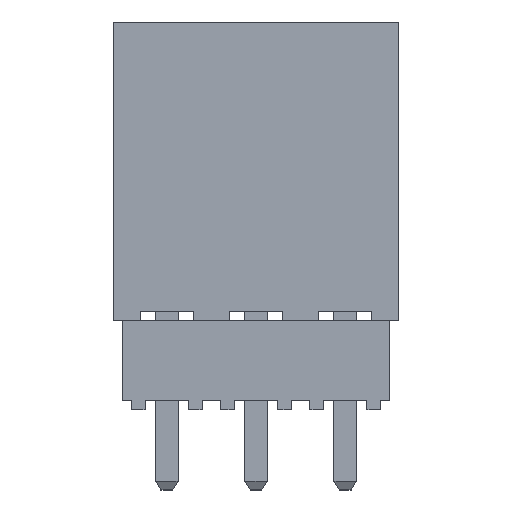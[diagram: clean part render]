
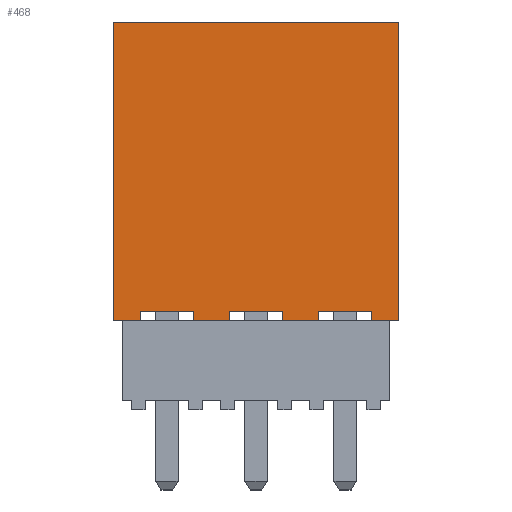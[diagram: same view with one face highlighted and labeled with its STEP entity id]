
A CAD part, top view. The second image highlights one B-rep face of the part: STEP entity #468.
In plain terms, the highlighted planar face has unit normal (0, 0, 1).
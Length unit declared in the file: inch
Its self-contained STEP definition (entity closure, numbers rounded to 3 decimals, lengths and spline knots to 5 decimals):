
#468 = ADVANCED_FACE( '', ( #966 ), #967, .F. );
#966 = FACE_OUTER_BOUND( '', #1514, .T. );
#967 = PLANE( '', #1515 );
#1514 = EDGE_LOOP( '', ( #2737, #2738, #2739, #2740, #2741, #2742, #2743, #2744, #2745, #2746, #2747, #2748, #2749, #2750, #2751, #2752 ) );
#1515 = AXIS2_PLACEMENT_3D( '', #2753, #2754, #2755 );
#2737 = ORIENTED_EDGE( '', *, *, #3389, .F. );
#2738 = ORIENTED_EDGE( '', *, *, #3877, .T. );
#2739 = ORIENTED_EDGE( '', *, *, #3554, .F. );
#2740 = ORIENTED_EDGE( '', *, *, #3420, .F. );
#2741 = ORIENTED_EDGE( '', *, *, #3714, .T. );
#2742 = ORIENTED_EDGE( '', *, *, #3558, .T. );
#2743 = ORIENTED_EDGE( '', *, *, #3878, .F. );
#2744 = ORIENTED_EDGE( '', *, *, #3879, .F. );
#2745 = ORIENTED_EDGE( '', *, *, #3676, .F. );
#2746 = ORIENTED_EDGE( '', *, *, #3880, .T. );
#2747 = ORIENTED_EDGE( '', *, *, #3519, .F. );
#2748 = ORIENTED_EDGE( '', *, *, #3881, .F. );
#2749 = ORIENTED_EDGE( '', *, *, #3871, .F. );
#2750 = ORIENTED_EDGE( '', *, *, #3650, .T. );
#2751 = ORIENTED_EDGE( '', *, *, #3882, .F. );
#2752 = ORIENTED_EDGE( '', *, *, #3883, .F. );
#2753 = CARTESIAN_POINT( '', ( 0., 0.335, 0.0475 ) );
#2754 = DIRECTION( '', ( 0., 0., -1. ) );
#2755 = DIRECTION( '', ( -1., 0., 0. ) );
#3389 = EDGE_CURVE( '', #4045, #4048, #4049, .T. );
#3420 = EDGE_CURVE( '', #4102, #4104, #4105, .T. );
#3519 = EDGE_CURVE( '', #4279, #4282, #4283, .T. );
#3554 = EDGE_CURVE( '', #4104, #4341, #4342, .T. );
#3558 = EDGE_CURVE( '', #4347, #4345, #4348, .T. );
#3650 = EDGE_CURVE( '', #4499, #4496, #4500, .T. );
#3676 = EDGE_CURVE( '', #4531, #4534, #4535, .T. );
#3714 = EDGE_CURVE( '', #4102, #4347, #4591, .T. );
#3871 = EDGE_CURVE( '', #4499, #4805, #4806, .T. );
#3877 = EDGE_CURVE( '', #4045, #4341, #4812, .T. );
#3878 = EDGE_CURVE( '', #4813, #4345, #4814, .T. );
#3879 = EDGE_CURVE( '', #4534, #4813, #4815, .T. );
#3880 = EDGE_CURVE( '', #4531, #4282, #4816, .T. );
#3881 = EDGE_CURVE( '', #4805, #4279, #4817, .T. );
#3882 = EDGE_CURVE( '', #4818, #4496, #4819, .T. );
#3883 = EDGE_CURVE( '', #4048, #4818, #4820, .T. );
#4045 = VERTEX_POINT( '', #5009 );
#4048 = VERTEX_POINT( '', #5013 );
#4049 = LINE( '', #5014, #5015 );
#4102 = VERTEX_POINT( '', #5093 );
#4104 = VERTEX_POINT( '', #5096 );
#4105 = LINE( '', #5097, #5098 );
#4279 = VERTEX_POINT( '', #5351 );
#4282 = VERTEX_POINT( '', #5355 );
#4283 = LINE( '', #5356, #5357 );
#4341 = VERTEX_POINT( '', #5442 );
#4342 = LINE( '', #5443, #5444 );
#4345 = VERTEX_POINT( '', #5448 );
#4347 = VERTEX_POINT( '', #5451 );
#4348 = LINE( '', #5452, #5453 );
#4496 = VERTEX_POINT( '', #5675 );
#4499 = VERTEX_POINT( '', #5679 );
#4500 = LINE( '', #5680, #5681 );
#4531 = VERTEX_POINT( '', #5728 );
#4534 = VERTEX_POINT( '', #5732 );
#4535 = LINE( '', #5733, #5734 );
#4591 = LINE( '', #5817, #5818 );
#4805 = VERTEX_POINT( '', #6149 );
#4806 = LINE( '', #6150, #6151 );
#4812 = LINE( '', #6159, #6160 );
#4813 = VERTEX_POINT( '', #6161 );
#4814 = LINE( '', #6162, #6163 );
#4815 = LINE( '', #6164, #6165 );
#4816 = LINE( '', #6166, #6167 );
#4817 = LINE( '', #6168, #6169 );
#4818 = VERTEX_POINT( '', #6170 );
#4819 = LINE( '', #6171, #6172 );
#4820 = LINE( '', #6173, #6174 );
#5009 = CARTESIAN_POINT( '', ( 0.29, 0., 0.0475 ) );
#5013 = CARTESIAN_POINT( '', ( 0.29, 0.01, 0.0475 ) );
#5014 = CARTESIAN_POINT( '', ( 0.29, 0., 0.0475 ) );
#5015 = VECTOR( '', #6395, 39.37008 );
#5093 = CARTESIAN_POINT( '', ( 0., 0.335, 0.0475 ) );
#5096 = CARTESIAN_POINT( '', ( 0.32, 0.335, 0.0475 ) );
#5097 = CARTESIAN_POINT( '', ( 0., 0.335, 0.0475 ) );
#5098 = VECTOR( '', #6422, 39.37008 );
#5351 = CARTESIAN_POINT( '', ( 0.13, 0.01, 0.0475 ) );
#5355 = CARTESIAN_POINT( '', ( 0.13, 0., 0.0475 ) );
#5356 = CARTESIAN_POINT( '', ( 0.13, 0.01, 0.0475 ) );
#5357 = VECTOR( '', #6509, 39.37008 );
#5442 = CARTESIAN_POINT( '', ( 0.32, 0., 0.0475 ) );
#5443 = CARTESIAN_POINT( '', ( 0.32, 0.335, 0.0475 ) );
#5444 = VECTOR( '', #6540, 39.37008 );
#5448 = CARTESIAN_POINT( '', ( 0.03, 0., 0.0475 ) );
#5451 = CARTESIAN_POINT( '', ( 0., 0., 0.0475 ) );
#5452 = CARTESIAN_POINT( '', ( 0., 0., 0.0475 ) );
#5453 = VECTOR( '', #6543, 39.37008 );
#5675 = CARTESIAN_POINT( '', ( 0.23, 0., 0.0475 ) );
#5679 = CARTESIAN_POINT( '', ( 0.19, 0., 0.0475 ) );
#5680 = CARTESIAN_POINT( '', ( 0., 0., 0.0475 ) );
#5681 = VECTOR( '', #6619, 39.37008 );
#5728 = CARTESIAN_POINT( '', ( 0.09, 0., 0.0475 ) );
#5732 = CARTESIAN_POINT( '', ( 0.09, 0.01, 0.0475 ) );
#5733 = CARTESIAN_POINT( '', ( 0.09, 0., 0.0475 ) );
#5734 = VECTOR( '', #6637, 39.37008 );
#5817 = CARTESIAN_POINT( '', ( 0., 0.335, 0.0475 ) );
#5818 = VECTOR( '', #6665, 39.37008 );
#6149 = CARTESIAN_POINT( '', ( 0.19, 0.01, 0.0475 ) );
#6150 = CARTESIAN_POINT( '', ( 0.19, 0., 0.0475 ) );
#6151 = VECTOR( '', #6786, 39.37008 );
#6159 = CARTESIAN_POINT( '', ( 0., 0., 0.0475 ) );
#6160 = VECTOR( '', #6789, 39.37008 );
#6161 = CARTESIAN_POINT( '', ( 0.03, 0.01, 0.0475 ) );
#6162 = CARTESIAN_POINT( '', ( 0.03, 0.01, 0.0475 ) );
#6163 = VECTOR( '', #6790, 39.37008 );
#6164 = CARTESIAN_POINT( '', ( 0.09, 0.01, 0.0475 ) );
#6165 = VECTOR( '', #6791, 39.37008 );
#6166 = CARTESIAN_POINT( '', ( 0., 0., 0.0475 ) );
#6167 = VECTOR( '', #6792, 39.37008 );
#6168 = CARTESIAN_POINT( '', ( 0.19, 0.01, 0.0475 ) );
#6169 = VECTOR( '', #6793, 39.37008 );
#6170 = CARTESIAN_POINT( '', ( 0.23, 0.01, 0.0475 ) );
#6171 = CARTESIAN_POINT( '', ( 0.23, 0.01, 0.0475 ) );
#6172 = VECTOR( '', #6794, 39.37008 );
#6173 = CARTESIAN_POINT( '', ( 0.29, 0.01, 0.0475 ) );
#6174 = VECTOR( '', #6795, 39.37008 );
#6395 = DIRECTION( '', ( 0., 1., 0. ) );
#6422 = DIRECTION( '', ( 1., 0., 0. ) );
#6509 = DIRECTION( '', ( 0., -1., 0. ) );
#6540 = DIRECTION( '', ( 0., -1., 0. ) );
#6543 = DIRECTION( '', ( 1., 0., 0. ) );
#6619 = DIRECTION( '', ( 1., 0., 0. ) );
#6637 = DIRECTION( '', ( 0., 1., 0. ) );
#6665 = DIRECTION( '', ( 0., -1., 0. ) );
#6786 = DIRECTION( '', ( 0., 1., 0. ) );
#6789 = DIRECTION( '', ( 1., 0., 0. ) );
#6790 = DIRECTION( '', ( 0., -1., 0. ) );
#6791 = DIRECTION( '', ( -1., 0., 0. ) );
#6792 = DIRECTION( '', ( 1., 0., 0. ) );
#6793 = DIRECTION( '', ( -1., 0., 0. ) );
#6794 = DIRECTION( '', ( 0., -1., 0. ) );
#6795 = DIRECTION( '', ( -1., 0., 0. ) );
